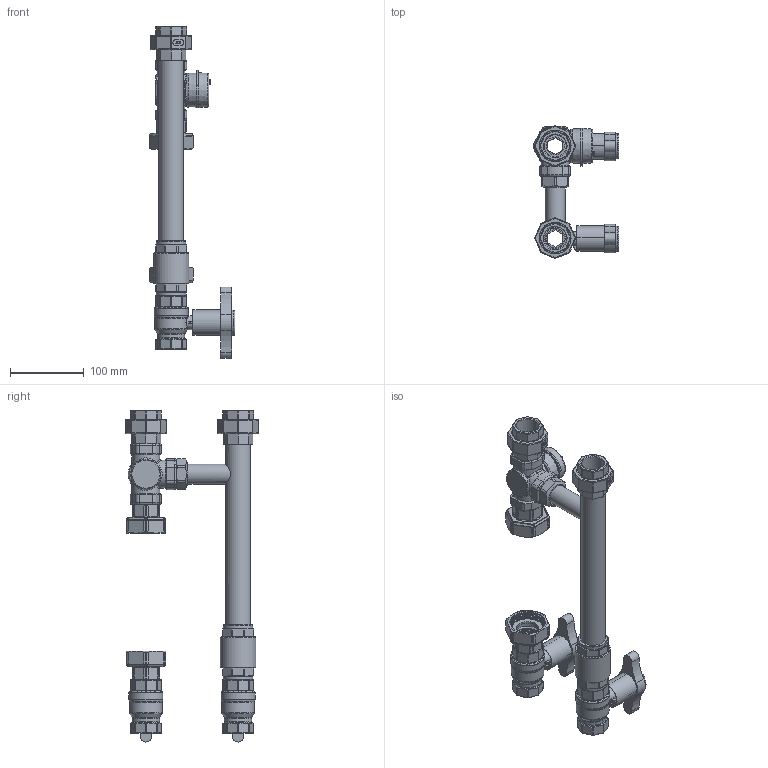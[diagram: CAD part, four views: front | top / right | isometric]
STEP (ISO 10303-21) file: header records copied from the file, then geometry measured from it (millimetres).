
FILE_DESCRIPTION(('STEP AP203'), '1');
FILE_NAME('NGSS-25C(E).18', '', ('UNSPECIFIED'), ('UNSPECIFIED'), 'ASCON STEP Converter 1.6', 'ASCON Math Kernel', '');
FILE_SCHEMA(('CONFIG_CONTROL_DESIGN'));
Length unit declared in the file: millimetre
Products named in the file (1): NGSS-25C(E).18
Bounding box: 116.5 x 180.34 x 450.29 mm (x, y, z)
Volume: 484465.6 mm3; surface area: 269946.1 mm2
Topology: 9 solids, 10 shells, 2288 faces, 5857 edges, 3618 vertices
Faces by surface type: cylinder 957, plane 893, bspline 145, torus 132, cone 101, sphere 60
Full cylindrical faces by diameter (mm): 11 x2, 19 x2, 20 x1, 22 x1, 24.5 x5, 25.9 x1, 27 x2, 27.5 x2, 28 x2, 30 x4, 30.3 x3, 30.5 x3, 31 x3, 33.5 x1, 34 x4, 34.5 x2, 37 x2, 37.5 x2, 38 x5, 40 x2, 41 x2, 42 x3, 42.724 x2, 43 x4, 44 x2, 46.25 x2, 46.3 x2, 48 x1
Entity records: 171946 total; most frequent: CARTESIAN_POINT 99649, ORIENTED_EDGE 11354, DIRECTION 11153, EDGE_CURVE 5678, AXIS2_PLACEMENT_3D 4174, VERTEX_POINT 3610, LINE 2805, VECTOR 2805
